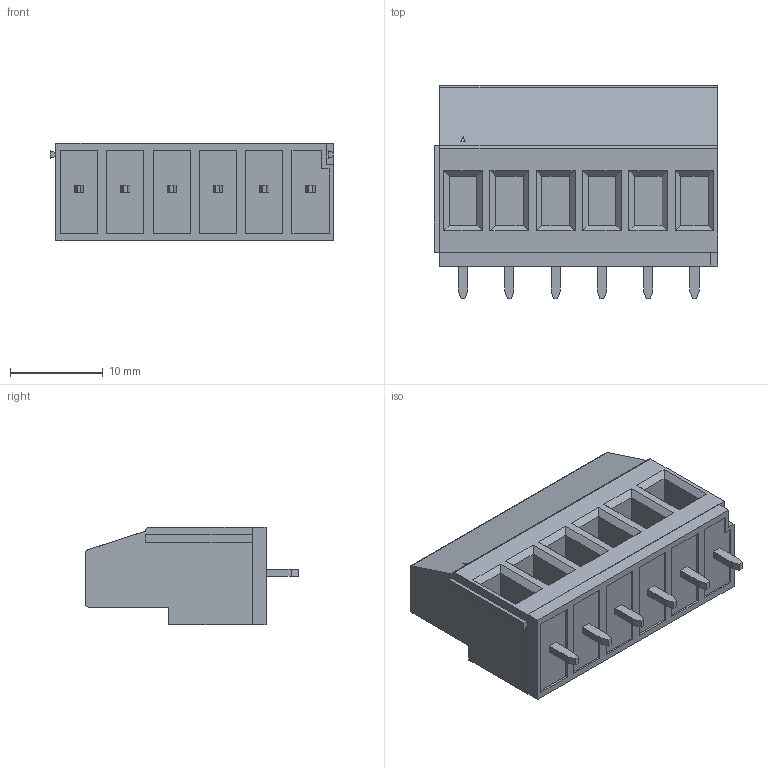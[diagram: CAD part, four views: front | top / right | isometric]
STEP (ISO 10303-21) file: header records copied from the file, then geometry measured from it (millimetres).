
FILE_DESCRIPTION (( 'STEP AP214' ), '1' );
FILE_NAME ('DG129-5.0-06P-14-00AH.STEP', '2021-01-12T19:32:55', ( '' ), ( '' ), 'SwSTEP 2.0', 'SolidWorks 2020', '' );
FILE_SCHEMA (( 'AUTOMOTIVE_DESIGN' ));
Length unit declared in the file: millimetre
Products named in the file (1): DG129-5.0-06P-14-00AH
Bounding box: 30.6 x 23 x 10.5 mm (x, y, z)
Volume: 4462.3 mm3; surface area: 3378.4 mm2
Topology: 1 solids, 1 shells, 662 faces, 1700 edges, 1108 vertices
Faces by surface type: plane 377, bspline 186, cylinder 59, torus 30, cone 10
Entity records: 33768 total; most frequent: CARTESIAN_POINT 14073, ORIENTED_EDGE 3400, DIRECTION 2494, EDGE_CURVE 1700, VERTEX_POINT 1108, VECTOR 1092, LINE 1092, EDGE_LOOP 730
